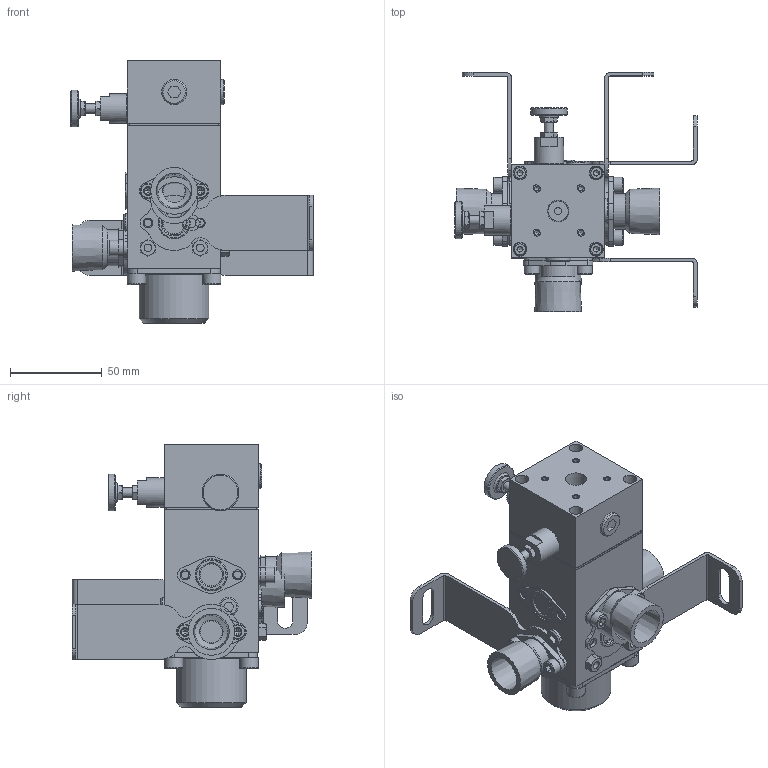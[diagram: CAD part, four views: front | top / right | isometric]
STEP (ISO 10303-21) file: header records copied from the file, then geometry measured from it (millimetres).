
FILE_DESCRIPTION( ( 'Unknown' ), '1' );
FILE_NAME( 'VBP-08-11-X.stp', 'Unknown', ( 'Unknown' ), ( 'Unknown' ), 'PSStep 13.0', 'Unknown', ' ' );
FILE_SCHEMA( ( 'AUTOMOTIVE_DESIGN { 1 0 10303 214 1 1 1 1 }' ) );
Length unit declared in the file: millimetre
Products named in the file (4): Assem1; VBP-08-B-11-X; +CPB3-10
Bounding box: 131.85 x 130.25 x 142.8 mm (x, y, z)
Volume: 591167.3 mm3; surface area: 175097.6 mm2
Topology: 8 solids, 42 shells, 1592 faces, 3646 edges, 2316 vertices
Faces by surface type: plane 748, cylinder 444, cone 280, torus 72, bspline 48
Full cylindrical faces by diameter (mm): 1.505 x2, 1.54 x2, 2.35 x4, 3 x6, 3.3 x16, 3.7 x6, 3.98 x2, 4 x34, 4.02 x8, 4.134 x2, 4.2 x12, 4.5 x8, 4.98 x2, 5 x24, 5.018 x4, 5.2 x8, 5.5 x16, 6 x8, 6.5 x4, 7 x8, 7.5 x8, 8 x6, 8.5 x10, 8.7 x8, 9.52 x2, 9.738 x2, 10 x4, 10.287 x4, 11.1 x6, 11.48 x2
Entity records: 24469 total; most frequent: CARTESIAN_POINT 4015, DIRECTION 3185, ORIENTED_EDGE 2502, AXIS2_PLACEMENT_3D 1341, EDGE_CURVE 1251, EDGE_LOOP 1098, VERTEX_POINT 925, FACE_OUTER_BOUND 892
